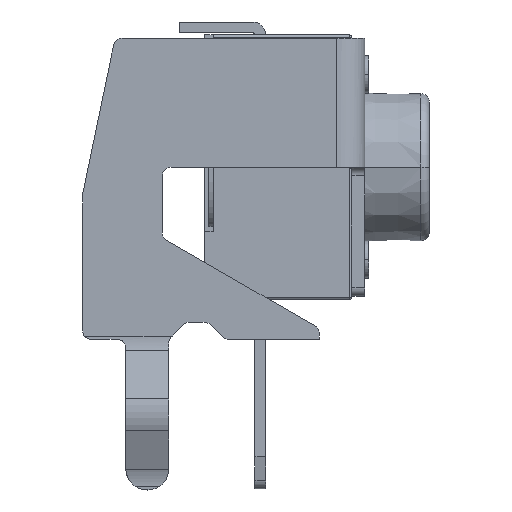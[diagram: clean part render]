
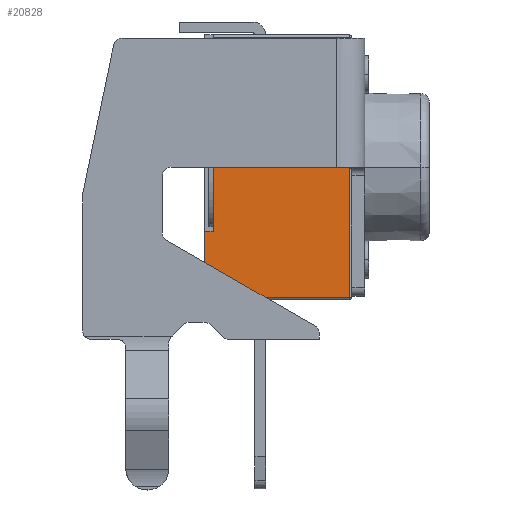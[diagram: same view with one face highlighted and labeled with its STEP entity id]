
A CAD part, left-side view. The second image highlights one B-rep face of the part: STEP entity #20828.
In plain terms, the highlighted planar face has unit normal (-1, 0, 0).
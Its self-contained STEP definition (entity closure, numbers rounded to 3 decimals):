
#191 = VERTEX_POINT ( 'NONE', #17238 ) ;
#625 = DIRECTION ( 'NONE',  ( 0., -1., 0. ) ) ;
#648 = CARTESIAN_POINT ( 'NONE',  ( -3.075, -2.2, 7.075 ) ) ;
#1022 = PLANE ( 'NONE',  #6245 ) ;
#1324 = DIRECTION ( 'NONE',  ( 0., -1., 0. ) ) ;
#1542 = VERTEX_POINT ( 'NONE', #26684 ) ;
#1747 = VERTEX_POINT ( 'NONE', #13111 ) ;
#2483 = EDGE_CURVE ( 'NONE', #21705, #1747, #12185, .T. ) ;
#2640 = EDGE_CURVE ( 'NONE', #14050, #12802, #23523, .T. ) ;
#2684 = CARTESIAN_POINT ( 'NONE',  ( -3.075, 0.97, 0.975 ) ) ;
#2912 = CARTESIAN_POINT ( 'NONE',  ( -3.075, -2.2, 7.025 ) ) ;
#3723 = LINE ( 'NONE', #5628, #9368 ) ;
#4342 = CARTESIAN_POINT ( 'NONE',  ( -3.075, 1.17, 1.35 ) ) ;
#4529 = VECTOR ( 'NONE', #21562, 1000. ) ;
#4891 = CARTESIAN_POINT ( 'NONE',  ( -3.075, 1.17, 5.49 ) ) ;
#5273 = VECTOR ( 'NONE', #7563, 1000. ) ;
#5628 = CARTESIAN_POINT ( 'NONE',  ( -3.075, 0.97, 0.925 ) ) ;
#5824 = LINE ( 'NONE', #26607, #11132 ) ;
#5936 = LINE ( 'NONE', #26184, #5273 ) ;
#6176 = ORIENTED_EDGE ( 'NONE', *, *, #13533, .T. ) ;
#6245 = AXIS2_PLACEMENT_3D ( 'NONE', #19705, #17648, #625 ) ;
#6720 = VERTEX_POINT ( 'NONE', #21105 ) ;
#6880 = EDGE_CURVE ( 'NONE', #25235, #1747, #26396, .T. ) ;
#7025 = CARTESIAN_POINT ( 'NONE',  ( -3.075, -2.2, 0.975 ) ) ;
#7223 = ORIENTED_EDGE ( 'NONE', *, *, #22453, .T. ) ;
#7246 = LINE ( 'NONE', #2684, #25842 ) ;
#7384 = CARTESIAN_POINT ( 'NONE',  ( -3.075, 1.17, 1.35 ) ) ;
#7563 = DIRECTION ( 'NONE',  ( 0., 1., 0. ) ) ;
#7849 = EDGE_LOOP ( 'NONE', ( #22389, #13568, #14609, #7223, #19788, #12200, #6176, #24437, #9070, #14317, #26783, #8534 ) ) ;
#8534 = ORIENTED_EDGE ( 'NONE', *, *, #2483, .T. ) ;
#9070 = ORIENTED_EDGE ( 'NONE', *, *, #24774, .F. ) ;
#9368 = VECTOR ( 'NONE', #17698, 1000. ) ;
#9522 = DIRECTION ( 'NONE',  ( 0., 1., 0. ) ) ;
#9743 = VECTOR ( 'NONE', #19134, 1000. ) ;
#9980 = CARTESIAN_POINT ( 'NONE',  ( -3.075, 1.17, 0.925 ) ) ;
#10140 = DIRECTION ( 'NONE',  ( 0., 1., 0. ) ) ;
#10942 = VERTEX_POINT ( 'NONE', #19049 ) ;
#11132 = VECTOR ( 'NONE', #9522, 1000. ) ;
#11252 = LINE ( 'NONE', #12881, #18122 ) ;
#11497 = EDGE_CURVE ( 'NONE', #22604, #6720, #5936, .T. ) ;
#11539 = VECTOR ( 'NONE', #10140, 1000. ) ;
#12051 = CARTESIAN_POINT ( 'NONE',  ( -3.075, 1.17, 2.51 ) ) ;
#12185 = LINE ( 'NONE', #12051, #11539 ) ;
#12200 = ORIENTED_EDGE ( 'NONE', *, *, #22091, .T. ) ;
#12328 = CARTESIAN_POINT ( 'NONE',  ( -3.075, 0.97, 5.49 ) ) ;
#12550 = LINE ( 'NONE', #15337, #4529 ) ;
#12802 = VERTEX_POINT ( 'NONE', #2912 ) ;
#12881 = CARTESIAN_POINT ( 'NONE',  ( -3.075, 1.17, 0.925 ) ) ;
#13111 = CARTESIAN_POINT ( 'NONE',  ( -3.075, 1.17, 2.51 ) ) ;
#13533 = EDGE_CURVE ( 'NONE', #15976, #22604, #24072, .T. ) ;
#13553 = EDGE_CURVE ( 'NONE', #10942, #191, #3723, .T. ) ;
#13568 = ORIENTED_EDGE ( 'NONE', *, *, #18484, .T. ) ;
#14050 = VERTEX_POINT ( 'NONE', #7025 ) ;
#14116 = VECTOR ( 'NONE', #16070, 1000. ) ;
#14317 = ORIENTED_EDGE ( 'NONE', *, *, #21010, .T. ) ;
#14609 = ORIENTED_EDGE ( 'NONE', *, *, #13553, .T. ) ;
#14904 = CARTESIAN_POINT ( 'NONE',  ( -3.075, 0.97, 6.65 ) ) ;
#15064 = CARTESIAN_POINT ( 'NONE',  ( -3.075, 0.97, 7.025 ) ) ;
#15189 = VERTEX_POINT ( 'NONE', #12328 ) ;
#15337 = CARTESIAN_POINT ( 'NONE',  ( -3.075, 0.97, 7.075 ) ) ;
#15403 = LINE ( 'NONE', #7384, #19043 ) ;
#15976 = VERTEX_POINT ( 'NONE', #15064 ) ;
#16070 = DIRECTION ( 'NONE',  ( 0., 0., -1. ) ) ;
#16447 = VECTOR ( 'NONE', #20270, 1000. ) ;
#17238 = CARTESIAN_POINT ( 'NONE',  ( -3.075, 0.97, 0.975 ) ) ;
#17648 = DIRECTION ( 'NONE',  ( -1., 0., 0. ) ) ;
#17698 = DIRECTION ( 'NONE',  ( 0., 0., -1. ) ) ;
#18122 = VECTOR ( 'NONE', #19486, 1000. ) ;
#18484 = EDGE_CURVE ( 'NONE', #25235, #10942, #15403, .T. ) ;
#19043 = VECTOR ( 'NONE', #1324, 1000. ) ;
#19049 = CARTESIAN_POINT ( 'NONE',  ( -3.075, 0.97, 1.35 ) ) ;
#19134 = DIRECTION ( 'NONE',  ( 0., -1., 0. ) ) ;
#19486 = DIRECTION ( 'NONE',  ( 0., 0., 1. ) ) ;
#19705 = CARTESIAN_POINT ( 'NONE',  ( -3.075, 0.97, 7.075 ) ) ;
#19788 = ORIENTED_EDGE ( 'NONE', *, *, #2640, .T. ) ;
#20270 = DIRECTION ( 'NONE',  ( 0., 0., 1. ) ) ;
#20828 = ADVANCED_FACE ( 'NONE', ( #23500 ), #1022, .T. ) ;
#21010 = EDGE_CURVE ( 'NONE', #1542, #15189, #25775, .T. ) ;
#21105 = CARTESIAN_POINT ( 'NONE',  ( -3.075, 1.17, 6.65 ) ) ;
#21562 = DIRECTION ( 'NONE',  ( 0., 0., -1. ) ) ;
#21705 = VERTEX_POINT ( 'NONE', #23098 ) ;
#22091 = EDGE_CURVE ( 'NONE', #12802, #15976, #5824, .T. ) ;
#22389 = ORIENTED_EDGE ( 'NONE', *, *, #6880, .F. ) ;
#22453 = EDGE_CURVE ( 'NONE', #191, #14050, #7246, .T. ) ;
#22604 = VERTEX_POINT ( 'NONE', #14904 ) ;
#23098 = CARTESIAN_POINT ( 'NONE',  ( -3.075, 0.97, 2.51 ) ) ;
#23201 = VECTOR ( 'NONE', #25578, 1000. ) ;
#23500 = FACE_OUTER_BOUND ( 'NONE', #7849, .T. ) ;
#23523 = LINE ( 'NONE', #648, #23201 ) ;
#23528 = DIRECTION ( 'NONE',  ( 0., -1., 0. ) ) ;
#24072 = LINE ( 'NONE', #25855, #14116 ) ;
#24437 = ORIENTED_EDGE ( 'NONE', *, *, #11497, .T. ) ;
#24774 = EDGE_CURVE ( 'NONE', #1542, #6720, #11252, .T. ) ;
#25235 = VERTEX_POINT ( 'NONE', #4342 ) ;
#25578 = DIRECTION ( 'NONE',  ( 0., 0., 1. ) ) ;
#25775 = LINE ( 'NONE', #4891, #9743 ) ;
#25842 = VECTOR ( 'NONE', #23528, 1000. ) ;
#25855 = CARTESIAN_POINT ( 'NONE',  ( -3.075, 0.97, 0.925 ) ) ;
#26170 = EDGE_CURVE ( 'NONE', #15189, #21705, #12550, .T. ) ;
#26184 = CARTESIAN_POINT ( 'NONE',  ( -3.075, 1.17, 6.65 ) ) ;
#26396 = LINE ( 'NONE', #9980, #16447 ) ;
#26607 = CARTESIAN_POINT ( 'NONE',  ( -3.075, 0.97, 7.025 ) ) ;
#26684 = CARTESIAN_POINT ( 'NONE',  ( -3.075, 1.17, 5.49 ) ) ;
#26783 = ORIENTED_EDGE ( 'NONE', *, *, #26170, .T. ) ;
